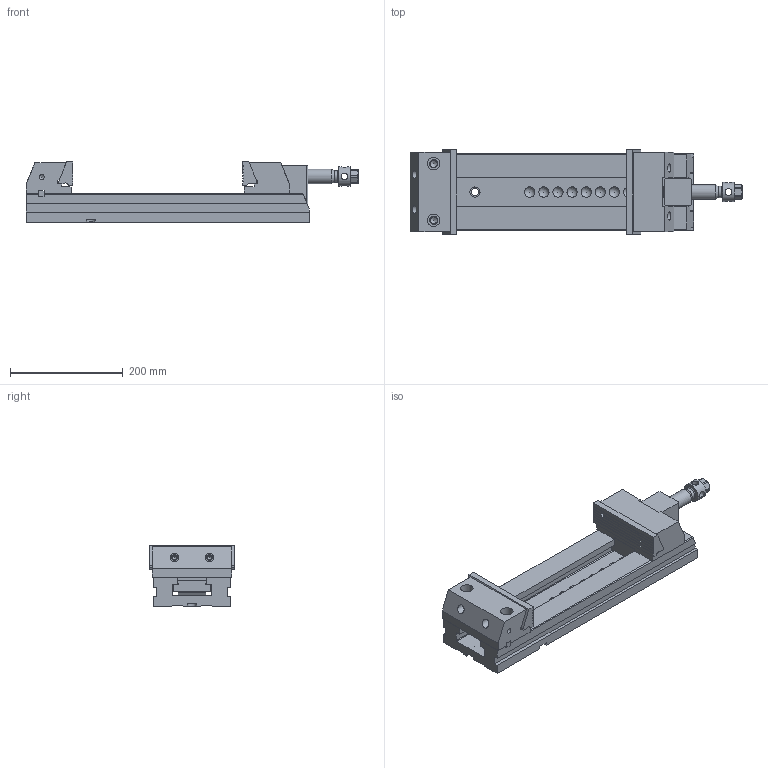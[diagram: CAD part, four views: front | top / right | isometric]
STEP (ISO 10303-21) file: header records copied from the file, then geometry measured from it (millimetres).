
FILE_DESCRIPTION(/* description */ (''),/* implementation_level */ '2;1');
FILE_NAME(/* name */ '30_150GS_Mordaza.stp',/* time_stamp */ '2013-10-23T18:06:49+02:00',/* author */ (''),/* organization */ (''),/* preprocessor_version */ 'ST-DEVELOPER v11',/* originating_system */ 'SIEMENS PLM Software NX 7.5',/* authorisation */ '');
FILE_SCHEMA (('CONFIG_CONTROL_DESIGN'));
Length unit declared in the file: millimetre
Products named in the file (1): 30_150GS_Mordaza
Bounding box: 587.75 x 150 x 107 mm (x, y, z)
Volume: 3641732.5 mm3; surface area: 499050.3 mm2
Topology: 12 solids, 12 shells, 450 faces, 1243 edges, 826 vertices
Faces by surface type: plane 296, cylinder 98, cone 33, sphere 14, torus 9
Full cylindrical faces by diameter (mm): 4.351 x1, 5.188 x5, 6.985 x4, 8.5 x2, 8.782 x5, 9.7 x2, 10 x2, 10.579 x4, 12 x4, 12.376 x2, 13 x6, 15 x6, 16 x2, 16.5 x1, 18 x2, 19 x4, 20 x3, 21.25 x1, 22 x2, 26 x1, 30 x2, 33.8 x1, 34 x3
Entity records: 13475 total; most frequent: CARTESIAN_POINT 2626, DIRECTION 2181, ORIENTED_EDGE 2080, EDGE_CURVE 1040, VERTEX_POINT 755, AXIS2_PLACEMENT_3D 730, LINE 721, VECTOR 721
